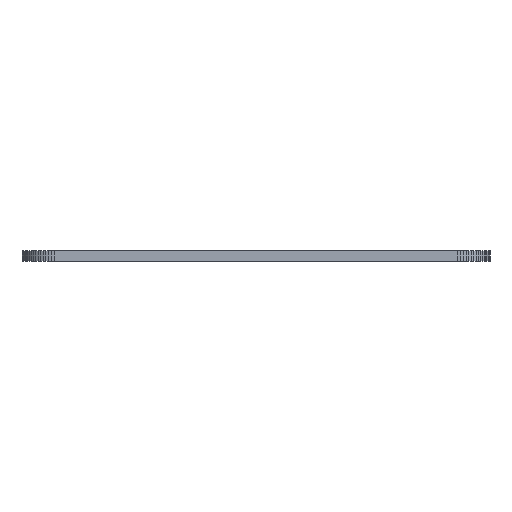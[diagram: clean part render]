
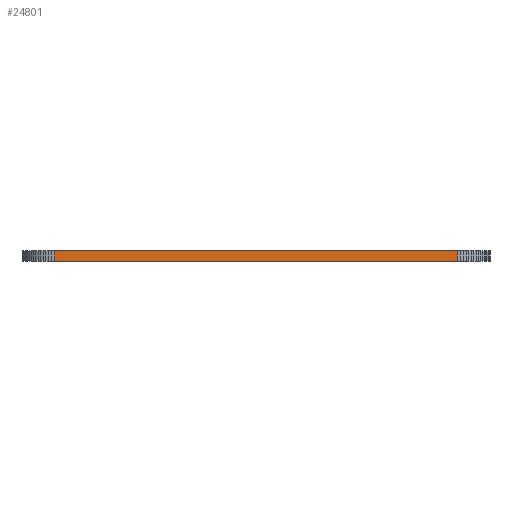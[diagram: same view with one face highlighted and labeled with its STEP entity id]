
A CAD part, front view. The second image highlights one B-rep face of the part: STEP entity #24801.
In plain terms, the highlighted planar face has unit normal (0, -1, 0).
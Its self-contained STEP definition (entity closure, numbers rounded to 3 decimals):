
#90 = PLANE('',#91);
#91 = AXIS2_PLACEMENT_3D('',#92,#93,#94);
#92 = CARTESIAN_POINT('',(113.03,-95.25,1.6));
#93 = DIRECTION('',(-0.,-0.,-1.));
#94 = DIRECTION('',(-1.,0.,0.));
#144 = PLANE('',#145);
#145 = AXIS2_PLACEMENT_3D('',#146,#147,#148);
#146 = CARTESIAN_POINT('',(113.03,-95.25,0.));
#147 = DIRECTION('',(-0.,-0.,-1.));
#148 = DIRECTION('',(-1.,0.,0.));
#1233 = VERTEX_POINT('',#1234);
#1234 = CARTESIAN_POINT('',(144.78,-162.56,0.));
#1248 = PLANE('',#1249);
#1249 = AXIS2_PLACEMENT_3D('',#1250,#1251,#1252);
#1250 = CARTESIAN_POINT('',(145.223,-162.541,0.));
#1251 = DIRECTION('',(0.044,-0.999,0.));
#1252 = DIRECTION('',(-0.999,-0.044,0.));
#1260 = EDGE_CURVE('',#1233,#1261,#1263,.T.);
#1261 = VERTEX_POINT('',#1262);
#1262 = CARTESIAN_POINT('',(81.28,-162.56,0.));
#1263 = SURFACE_CURVE('',#1264,(#1268,#1275),.PCURVE_S1.);
#1264 = LINE('',#1265,#1266);
#1265 = CARTESIAN_POINT('',(144.78,-162.56,0.));
#1266 = VECTOR('',#1267,1.);
#1267 = DIRECTION('',(-1.,0.,0.));
#1268 = PCURVE('',#144,#1269);
#1269 = DEFINITIONAL_REPRESENTATION('',(#1270),#1274);
#1270 = LINE('',#1271,#1272);
#1271 = CARTESIAN_POINT('',(-31.75,-67.31));
#1272 = VECTOR('',#1273,1.);
#1273 = DIRECTION('',(1.,0.));
#1274 = ( GEOMETRIC_REPRESENTATION_CONTEXT(2) 
PARAMETRIC_REPRESENTATION_CONTEXT() REPRESENTATION_CONTEXT('2D SPACE',''
  ) );
#1275 = PCURVE('',#1276,#1281);
#1276 = PLANE('',#1277);
#1277 = AXIS2_PLACEMENT_3D('',#1278,#1279,#1280);
#1278 = CARTESIAN_POINT('',(144.78,-162.56,0.));
#1279 = DIRECTION('',(0.,-1.,0.));
#1280 = DIRECTION('',(-1.,0.,0.));
#1281 = DEFINITIONAL_REPRESENTATION('',(#1282),#1286);
#1282 = LINE('',#1283,#1284);
#1283 = CARTESIAN_POINT('',(0.,0.));
#1284 = VECTOR('',#1285,1.);
#1285 = DIRECTION('',(1.,0.));
#1286 = ( GEOMETRIC_REPRESENTATION_CONTEXT(2) 
PARAMETRIC_REPRESENTATION_CONTEXT() REPRESENTATION_CONTEXT('2D SPACE',''
  ) );
#1304 = PLANE('',#1305);
#1305 = AXIS2_PLACEMENT_3D('',#1306,#1307,#1308);
#1306 = CARTESIAN_POINT('',(81.28,-162.56,0.));
#1307 = DIRECTION('',(-0.044,-0.999,0.));
#1308 = DIRECTION('',(-0.999,0.044,0.));
#13381 = VERTEX_POINT('',#13382);
#13382 = CARTESIAN_POINT('',(144.78,-162.56,1.6));
#13403 = EDGE_CURVE('',#13381,#13404,#13406,.T.);
#13404 = VERTEX_POINT('',#13405);
#13405 = CARTESIAN_POINT('',(81.28,-162.56,1.6));
#13406 = SURFACE_CURVE('',#13407,(#13411,#13418),.PCURVE_S1.);
#13407 = LINE('',#13408,#13409);
#13408 = CARTESIAN_POINT('',(144.78,-162.56,1.6));
#13409 = VECTOR('',#13410,1.);
#13410 = DIRECTION('',(-1.,0.,0.));
#13411 = PCURVE('',#90,#13412);
#13412 = DEFINITIONAL_REPRESENTATION('',(#13413),#13417);
#13413 = LINE('',#13414,#13415);
#13414 = CARTESIAN_POINT('',(-31.75,-67.31));
#13415 = VECTOR('',#13416,1.);
#13416 = DIRECTION('',(1.,0.));
#13417 = ( GEOMETRIC_REPRESENTATION_CONTEXT(2) 
PARAMETRIC_REPRESENTATION_CONTEXT() REPRESENTATION_CONTEXT('2D SPACE',''
  ) );
#13418 = PCURVE('',#1276,#13419);
#13419 = DEFINITIONAL_REPRESENTATION('',(#13420),#13424);
#13420 = LINE('',#13421,#13422);
#13421 = CARTESIAN_POINT('',(0.,-1.6));
#13422 = VECTOR('',#13423,1.);
#13423 = DIRECTION('',(1.,0.));
#13424 = ( GEOMETRIC_REPRESENTATION_CONTEXT(2) 
PARAMETRIC_REPRESENTATION_CONTEXT() REPRESENTATION_CONTEXT('2D SPACE',''
  ) );
#24753 = EDGE_CURVE('',#1233,#13381,#24754,.T.);
#24754 = SURFACE_CURVE('',#24755,(#24759,#24766),.PCURVE_S1.);
#24755 = LINE('',#24756,#24757);
#24756 = CARTESIAN_POINT('',(144.78,-162.56,0.));
#24757 = VECTOR('',#24758,1.);
#24758 = DIRECTION('',(0.,0.,1.));
#24759 = PCURVE('',#1248,#24760);
#24760 = DEFINITIONAL_REPRESENTATION('',(#24761),#24765);
#24761 = LINE('',#24762,#24763);
#24762 = CARTESIAN_POINT('',(0.443,0.));
#24763 = VECTOR('',#24764,1.);
#24764 = DIRECTION('',(0.,-1.));
#24765 = ( GEOMETRIC_REPRESENTATION_CONTEXT(2) 
PARAMETRIC_REPRESENTATION_CONTEXT() REPRESENTATION_CONTEXT('2D SPACE',''
  ) );
#24766 = PCURVE('',#1276,#24767);
#24767 = DEFINITIONAL_REPRESENTATION('',(#24768),#24772);
#24768 = LINE('',#24769,#24770);
#24769 = CARTESIAN_POINT('',(0.,0.));
#24770 = VECTOR('',#24771,1.);
#24771 = DIRECTION('',(0.,-1.));
#24772 = ( GEOMETRIC_REPRESENTATION_CONTEXT(2) 
PARAMETRIC_REPRESENTATION_CONTEXT() REPRESENTATION_CONTEXT('2D SPACE',''
  ) );
#24801 = ADVANCED_FACE('',(#24802),#1276,.T.);
#24802 = FACE_BOUND('',#24803,.T.);
#24803 = EDGE_LOOP('',(#24804,#24805,#24806,#24827));
#24804 = ORIENTED_EDGE('',*,*,#24753,.T.);
#24805 = ORIENTED_EDGE('',*,*,#13403,.T.);
#24806 = ORIENTED_EDGE('',*,*,#24807,.F.);
#24807 = EDGE_CURVE('',#1261,#13404,#24808,.T.);
#24808 = SURFACE_CURVE('',#24809,(#24813,#24820),.PCURVE_S1.);
#24809 = LINE('',#24810,#24811);
#24810 = CARTESIAN_POINT('',(81.28,-162.56,0.));
#24811 = VECTOR('',#24812,1.);
#24812 = DIRECTION('',(0.,0.,1.));
#24813 = PCURVE('',#1276,#24814);
#24814 = DEFINITIONAL_REPRESENTATION('',(#24815),#24819);
#24815 = LINE('',#24816,#24817);
#24816 = CARTESIAN_POINT('',(63.5,0.));
#24817 = VECTOR('',#24818,1.);
#24818 = DIRECTION('',(0.,-1.));
#24819 = ( GEOMETRIC_REPRESENTATION_CONTEXT(2) 
PARAMETRIC_REPRESENTATION_CONTEXT() REPRESENTATION_CONTEXT('2D SPACE',''
  ) );
#24820 = PCURVE('',#1304,#24821);
#24821 = DEFINITIONAL_REPRESENTATION('',(#24822),#24826);
#24822 = LINE('',#24823,#24824);
#24823 = CARTESIAN_POINT('',(0.,0.));
#24824 = VECTOR('',#24825,1.);
#24825 = DIRECTION('',(0.,-1.));
#24826 = ( GEOMETRIC_REPRESENTATION_CONTEXT(2) 
PARAMETRIC_REPRESENTATION_CONTEXT() REPRESENTATION_CONTEXT('2D SPACE',''
  ) );
#24827 = ORIENTED_EDGE('',*,*,#1260,.F.);
